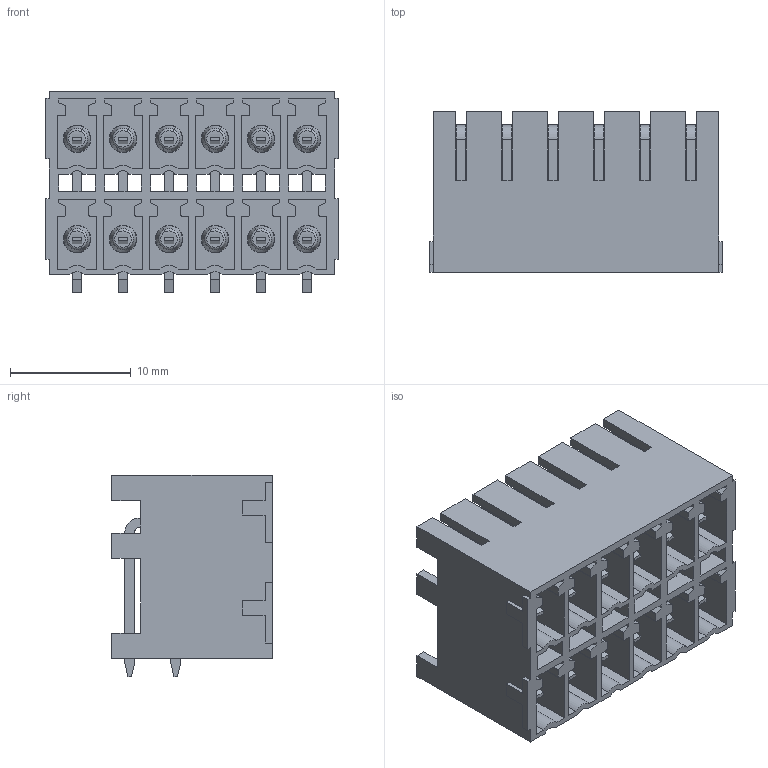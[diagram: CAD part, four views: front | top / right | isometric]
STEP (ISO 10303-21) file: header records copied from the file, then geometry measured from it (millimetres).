
FILE_DESCRIPTION(('CATIA V5 STEP Exchange','CAx-IF Rec.Pracs.--- Model Styling and Organization---1.2---2011-12-15'),'2;1');
FILE_NAME ('D1447476_0_1039310000_1039310000.stp','2018-10-09T12:33:51+00:00',('none'),('Weidmueller'),'CATIA Version 5-6 Release 2014','CATIA V5 STEP AP214','none');
FILE_SCHEMA(('AUTOMOTIVE_DESIGN { 1 0 10303 214 1 1 1 1 }'));
Length unit declared in the file: millimetre
Products named in the file (1): 1039310000
Bounding box: 24.25 x 13.3 x 16.7 mm (x, y, z)
Volume: 1793.3 mm3; surface area: 5502 mm2
Topology: 13 solids, 13 shells, 856 faces, 2388 edges, 1576 vertices
Faces by surface type: plane 694, cylinder 90, torus 48, cone 24
Entity records: 24272 total; most frequent: ORIENTED_EDGE 4776, CARTESIAN_POINT 4380, DIRECTION 3008, EDGE_CURVE 2388, VECTOR 2064, LINE 2064, VERTEX_POINT 1576, EDGE_LOOP 910
